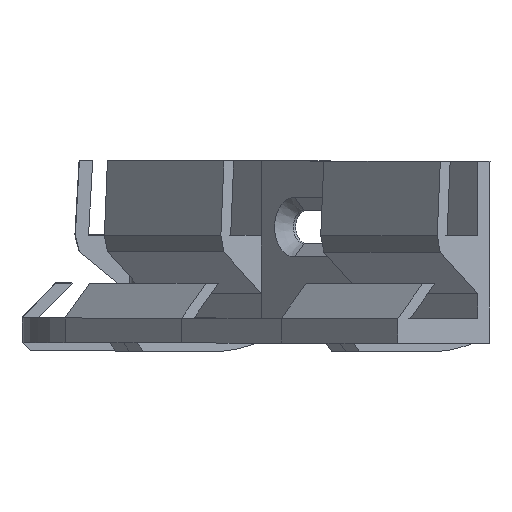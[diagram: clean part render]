
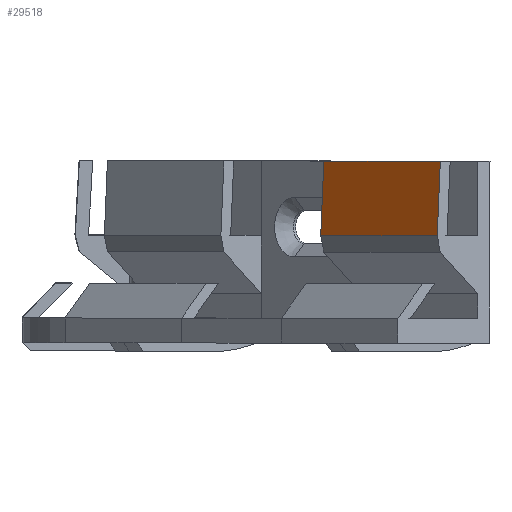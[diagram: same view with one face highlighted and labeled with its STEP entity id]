
A CAD part, left-side view. The second image highlights one B-rep face of the part: STEP entity #29518.
In plain terms, the highlighted face is planar.
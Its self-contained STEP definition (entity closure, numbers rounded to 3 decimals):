
#27623 = PLANE('',#27624);
#27624 = AXIS2_PLACEMENT_3D('',#27625,#27626,#27627);
#27625 = CARTESIAN_POINT('',(-10.5,5.766,9.503));
#27626 = DIRECTION('',(-1.,0.,0.));
#27627 = DIRECTION('',(0.,0.,1.));
#28057 = PLANE('',#28058);
#28058 = AXIS2_PLACEMENT_3D('',#28059,#28060,#28061);
#28059 = CARTESIAN_POINT('',(10.5,5.766,9.503));
#28060 = DIRECTION('',(-1.,0.,0.));
#28061 = DIRECTION('',(0.,0.,1.));
#28317 = VERTEX_POINT('',#28318);
#28318 = CARTESIAN_POINT('',(-10.5,8.1,22.));
#28332 = PLANE('',#28333);
#28333 = AXIS2_PLACEMENT_3D('',#28334,#28335,#28336);
#28334 = CARTESIAN_POINT('',(0.,6.5,22.));
#28335 = DIRECTION('',(0.,0.,-1.));
#28336 = DIRECTION('',(0.,1.,0.));
#28344 = EDGE_CURVE('',#28317,#28345,#28347,.T.);
#28345 = VERTEX_POINT('',#28346);
#28346 = CARTESIAN_POINT('',(-10.5,8.6,13.));
#28347 = SURFACE_CURVE('',#28348,(#28352,#28359),.PCURVE_S1.);
#28348 = LINE('',#28349,#28350);
#28349 = CARTESIAN_POINT('',(-10.5,8.1,22.));
#28350 = VECTOR('',#28351,1.);
#28351 = DIRECTION('',(0.,0.055,-0.998));
#28352 = PCURVE('',#27623,#28353);
#28353 = DEFINITIONAL_REPRESENTATION('',(#28354),#28358);
#28354 = LINE('',#28355,#28356);
#28355 = CARTESIAN_POINT('',(12.497,2.334));
#28356 = VECTOR('',#28357,1.);
#28357 = DIRECTION('',(-0.998,0.055));
#28358 = ( GEOMETRIC_REPRESENTATION_CONTEXT(2) 
PARAMETRIC_REPRESENTATION_CONTEXT() REPRESENTATION_CONTEXT('2D SPACE',''
  ) );
#28359 = PCURVE('',#28360,#28365);
#28360 = PLANE('',#28361);
#28361 = AXIS2_PLACEMENT_3D('',#28362,#28363,#28364);
#28362 = CARTESIAN_POINT('',(0.,8.1,22.));
#28363 = DIRECTION('',(-0.,-0.998,-0.055));
#28364 = DIRECTION('',(0.,0.055,-0.998));
#28365 = DEFINITIONAL_REPRESENTATION('',(#28366),#28370);
#28366 = LINE('',#28367,#28368);
#28367 = CARTESIAN_POINT('',(0.,-10.5));
#28368 = VECTOR('',#28369,1.);
#28369 = DIRECTION('',(1.,0.));
#28370 = ( GEOMETRIC_REPRESENTATION_CONTEXT(2) 
PARAMETRIC_REPRESENTATION_CONTEXT() REPRESENTATION_CONTEXT('2D SPACE',''
  ) );
#28388 = PLANE('',#28389);
#28389 = AXIS2_PLACEMENT_3D('',#28390,#28391,#28392);
#28390 = CARTESIAN_POINT('',(0.,8.6,13.));
#28391 = DIRECTION('',(0.,-0.97,0.243));
#28392 = DIRECTION('',(-0.,-0.243,-0.97));
#29163 = VERTEX_POINT('',#29164);
#29164 = CARTESIAN_POINT('',(10.5,8.1,22.));
#29185 = EDGE_CURVE('',#29163,#29186,#29188,.T.);
#29186 = VERTEX_POINT('',#29187);
#29187 = CARTESIAN_POINT('',(10.5,8.6,13.));
#29188 = SURFACE_CURVE('',#29189,(#29193,#29200),.PCURVE_S1.);
#29189 = LINE('',#29190,#29191);
#29190 = CARTESIAN_POINT('',(10.5,8.1,22.));
#29191 = VECTOR('',#29192,1.);
#29192 = DIRECTION('',(0.,0.055,-0.998));
#29193 = PCURVE('',#28057,#29194);
#29194 = DEFINITIONAL_REPRESENTATION('',(#29195),#29199);
#29195 = LINE('',#29196,#29197);
#29196 = CARTESIAN_POINT('',(12.497,2.334));
#29197 = VECTOR('',#29198,1.);
#29198 = DIRECTION('',(-0.998,0.055));
#29199 = ( GEOMETRIC_REPRESENTATION_CONTEXT(2) 
PARAMETRIC_REPRESENTATION_CONTEXT() REPRESENTATION_CONTEXT('2D SPACE',''
  ) );
#29200 = PCURVE('',#28360,#29201);
#29201 = DEFINITIONAL_REPRESENTATION('',(#29202),#29206);
#29202 = LINE('',#29203,#29204);
#29203 = CARTESIAN_POINT('',(0.,10.5));
#29204 = VECTOR('',#29205,1.);
#29205 = DIRECTION('',(1.,0.));
#29206 = ( GEOMETRIC_REPRESENTATION_CONTEXT(2) 
PARAMETRIC_REPRESENTATION_CONTEXT() REPRESENTATION_CONTEXT('2D SPACE',''
  ) );
#29496 = EDGE_CURVE('',#29163,#28317,#29497,.T.);
#29497 = SURFACE_CURVE('',#29498,(#29502,#29509),.PCURVE_S1.);
#29498 = LINE('',#29499,#29500);
#29499 = CARTESIAN_POINT('',(10.5,8.1,22.));
#29500 = VECTOR('',#29501,1.);
#29501 = DIRECTION('',(-1.,0.,0.));
#29502 = PCURVE('',#28332,#29503);
#29503 = DEFINITIONAL_REPRESENTATION('',(#29504),#29508);
#29504 = LINE('',#29505,#29506);
#29505 = CARTESIAN_POINT('',(1.6,10.5));
#29506 = VECTOR('',#29507,1.);
#29507 = DIRECTION('',(0.,-1.));
#29508 = ( GEOMETRIC_REPRESENTATION_CONTEXT(2) 
PARAMETRIC_REPRESENTATION_CONTEXT() REPRESENTATION_CONTEXT('2D SPACE',''
  ) );
#29509 = PCURVE('',#28360,#29510);
#29510 = DEFINITIONAL_REPRESENTATION('',(#29511),#29515);
#29511 = LINE('',#29512,#29513);
#29512 = CARTESIAN_POINT('',(0.,10.5));
#29513 = VECTOR('',#29514,1.);
#29514 = DIRECTION('',(0.,-1.));
#29515 = ( GEOMETRIC_REPRESENTATION_CONTEXT(2) 
PARAMETRIC_REPRESENTATION_CONTEXT() REPRESENTATION_CONTEXT('2D SPACE',''
  ) );
#29518 = ADVANCED_FACE('',(#29519),#28360,.F.);
#29519 = FACE_BOUND('',#29520,.F.);
#29520 = EDGE_LOOP('',(#29521,#29522,#29543,#29544));
#29521 = ORIENTED_EDGE('',*,*,#28344,.T.);
#29522 = ORIENTED_EDGE('',*,*,#29523,.F.);
#29523 = EDGE_CURVE('',#29186,#28345,#29524,.T.);
#29524 = SURFACE_CURVE('',#29525,(#29529,#29536),.PCURVE_S1.);
#29525 = LINE('',#29526,#29527);
#29526 = CARTESIAN_POINT('',(10.5,8.6,13.));
#29527 = VECTOR('',#29528,1.);
#29528 = DIRECTION('',(-1.,0.,0.));
#29529 = PCURVE('',#28360,#29530);
#29530 = DEFINITIONAL_REPRESENTATION('',(#29531),#29535);
#29531 = LINE('',#29532,#29533);
#29532 = CARTESIAN_POINT('',(9.014,10.5));
#29533 = VECTOR('',#29534,1.);
#29534 = DIRECTION('',(0.,-1.));
#29535 = ( GEOMETRIC_REPRESENTATION_CONTEXT(2) 
PARAMETRIC_REPRESENTATION_CONTEXT() REPRESENTATION_CONTEXT('2D SPACE',''
  ) );
#29536 = PCURVE('',#28388,#29537);
#29537 = DEFINITIONAL_REPRESENTATION('',(#29538),#29542);
#29538 = LINE('',#29539,#29540);
#29539 = CARTESIAN_POINT('',(-0.,10.5));
#29540 = VECTOR('',#29541,1.);
#29541 = DIRECTION('',(0.,-1.));
#29542 = ( GEOMETRIC_REPRESENTATION_CONTEXT(2) 
PARAMETRIC_REPRESENTATION_CONTEXT() REPRESENTATION_CONTEXT('2D SPACE',''
  ) );
#29543 = ORIENTED_EDGE('',*,*,#29185,.F.);
#29544 = ORIENTED_EDGE('',*,*,#29496,.T.);
